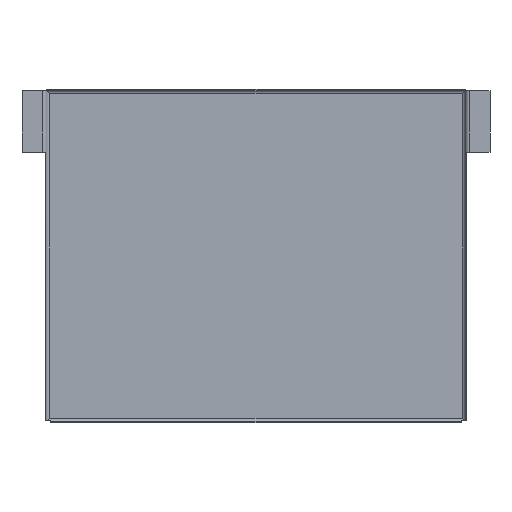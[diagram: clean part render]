
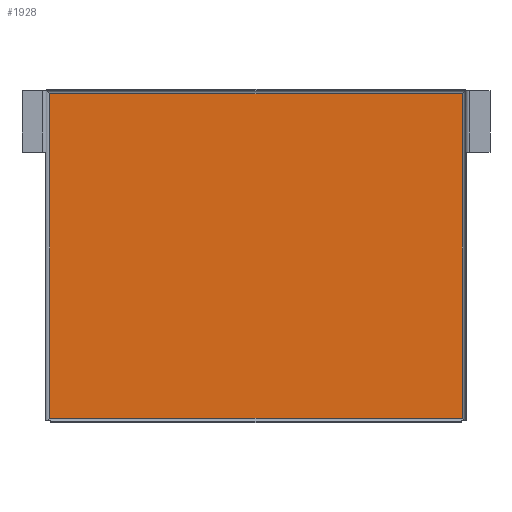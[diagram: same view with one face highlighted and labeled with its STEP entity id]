
A CAD part, top view. The second image highlights one B-rep face of the part: STEP entity #1928.
In plain terms, the highlighted planar face has unit normal (0, 0, 1).
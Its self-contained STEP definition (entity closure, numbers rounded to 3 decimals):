
#1814=CARTESIAN_POINT('',(212.0,167.,1.3));
#1815=VERTEX_POINT('',#1814);
#1823=CARTESIAN_POINT('',(212.0,-167.,1.3));
#1824=VERTEX_POINT('',#1823);
#1825=CARTESIAN_POINT('',(212.0,-167.,1.3));
#1826=DIRECTION('',(0.0,1.0,0.0));
#1827=VECTOR('',#1826,334.);
#1828=LINE('',#1825,#1827);
#1829=EDGE_CURVE('',#1824,#1815,#1828,.T.);
#1854=CARTESIAN_POINT('',(-212.0,-167.0,1.3));
#1855=VERTEX_POINT('',#1854);
#1856=CARTESIAN_POINT('',(-212.0,-167.0,1.3));
#1857=DIRECTION('',(1.0,0.0,0.0));
#1858=VECTOR('',#1857,424.0);
#1859=LINE('',#1856,#1858);
#1860=EDGE_CURVE('',#1855,#1824,#1859,.T.);
#1905=CARTESIAN_POINT('',(0.,0.0,1.3));
#1906=DIRECTION('',(0.0,0.0,1.0));
#1907=DIRECTION('',(1.0,0.0,0.0));
#1908=AXIS2_PLACEMENT_3D('',#1905,#1906,#1907);
#1909=PLANE('',#1908);
#1910=CARTESIAN_POINT('',(-212.0,167.,1.3));
#1911=VERTEX_POINT('',#1910);
#1912=CARTESIAN_POINT('',(212.0,167.,1.3));
#1913=DIRECTION('',(-1.0,0.0,0.0));
#1914=VECTOR('',#1913,424.0);
#1915=LINE('',#1912,#1914);
#1916=EDGE_CURVE('',#1815,#1911,#1915,.T.);
#1917=ORIENTED_EDGE('',*,*,#1916,.T.);
#1918=CARTESIAN_POINT('',(-212.0,167.,1.3));
#1919=DIRECTION('',(0.0,-1.0,0.0));
#1920=VECTOR('',#1919,334.0);
#1921=LINE('',#1918,#1920);
#1922=EDGE_CURVE('',#1911,#1855,#1921,.T.);
#1923=ORIENTED_EDGE('',*,*,#1922,.T.);
#1924=ORIENTED_EDGE('',*,*,#1860,.T.);
#1925=ORIENTED_EDGE('',*,*,#1829,.T.);
#1926=EDGE_LOOP('',(#1917,#1923,#1924,#1925));
#1927=FACE_OUTER_BOUND('',#1926,.T.);
#1928=ADVANCED_FACE('',(#1927),#1909,.T.);
